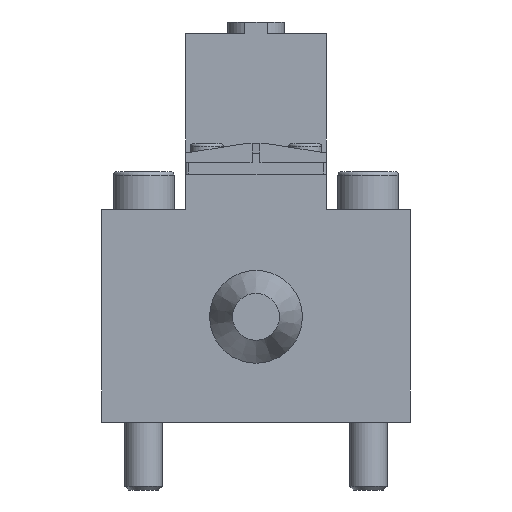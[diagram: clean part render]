
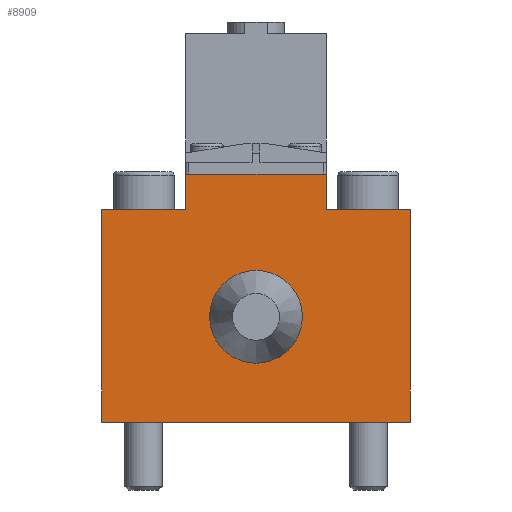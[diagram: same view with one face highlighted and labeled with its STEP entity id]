
A CAD part, left-side view. The second image highlights one B-rep face of the part: STEP entity #8909.
In plain terms, the highlighted planar face has unit normal (-1, 0, 0).
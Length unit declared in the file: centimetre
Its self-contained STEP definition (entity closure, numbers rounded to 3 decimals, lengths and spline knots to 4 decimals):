
#152=LINE('',#13422,#908);
#157=LINE('',#13432,#913);
#165=LINE('',#13464,#921);
#170=LINE('',#13472,#926);
#179=LINE('',#13524,#935);
#182=LINE('',#13530,#938);
#185=LINE('',#13537,#941);
#188=LINE('',#13542,#944);
#908=VECTOR('',#10688,4.55);
#913=VECTOR('',#10695,4.55);
#921=VECTOR('',#10727,1.8);
#926=VECTOR('',#10732,1.8);
#935=VECTOR('',#10793,6.6);
#938=VECTOR('',#10798,0.75);
#941=VECTOR('',#10803,3.);
#944=VECTOR('',#10808,0.75);
#1698=PLANE('',#9555);
#2012=FACE_BOUND('',#2780,.T.);
#2013=FACE_BOUND('',#2781,.T.);
#2780=EDGE_LOOP('',(#6114));
#2781=EDGE_LOOP('',(#6115,#6116,#6117,#6118,#6119,#6120,#6121,#6122));
#3414=CIRCLE('',#9556,0.9914);
#3826=VERTEX_POINT('',#13419);
#3827=VERTEX_POINT('',#13421);
#3830=VERTEX_POINT('',#13429);
#3831=VERTEX_POINT('',#13431);
#3843=VERTEX_POINT('',#13462);
#3846=VERTEX_POINT('',#13471);
#3865=VERTEX_POINT('',#13528);
#3868=VERTEX_POINT('',#13535);
#3870=VERTEX_POINT('',#13545);
#4684=EDGE_CURVE('',#3827,#3826,#152,.T.);
#4689=EDGE_CURVE('',#3830,#3831,#157,.T.);
#4703=EDGE_CURVE('',#3826,#3843,#165,.T.);
#4708=EDGE_CURVE('',#3846,#3831,#170,.T.);
#4730=EDGE_CURVE('',#3830,#3827,#179,.T.);
#4733=EDGE_CURVE('',#3843,#3865,#182,.T.);
#4736=EDGE_CURVE('',#3865,#3868,#185,.T.);
#4739=EDGE_CURVE('',#3868,#3846,#188,.T.);
#4741=EDGE_CURVE('',#3870,#3870,#3414,.T.);
#6114=ORIENTED_EDGE('',*,*,#4741,.T.);
#6115=ORIENTED_EDGE('',*,*,#4733,.T.);
#6116=ORIENTED_EDGE('',*,*,#4736,.T.);
#6117=ORIENTED_EDGE('',*,*,#4739,.T.);
#6118=ORIENTED_EDGE('',*,*,#4708,.T.);
#6119=ORIENTED_EDGE('',*,*,#4689,.F.);
#6120=ORIENTED_EDGE('',*,*,#4730,.T.);
#6121=ORIENTED_EDGE('',*,*,#4684,.T.);
#6122=ORIENTED_EDGE('',*,*,#4703,.T.);
#8909=ADVANCED_FACE('',(#2012,#2013),#1698,.T.);
#9555=AXIS2_PLACEMENT_3D('',#13544,#10810,#10811);
#9556=AXIS2_PLACEMENT_3D('',#13546,#10812,#10813);
#10688=DIRECTION('',(0.,0.,1.));
#10695=DIRECTION('',(0.,0.,1.));
#10727=DIRECTION('',(0.,1.,0.));
#10732=DIRECTION('',(0.,1.,0.));
#10793=DIRECTION('',(0.,-1.,0.));
#10798=DIRECTION('',(0.,0.,1.));
#10803=DIRECTION('',(0.,1.,0.));
#10808=DIRECTION('',(0.,0.,-1.));
#10810=DIRECTION('center_axis',(-1.,0.,0.));
#10811=DIRECTION('ref_axis',(0.,-1.,0.));
#10812=DIRECTION('center_axis',(1.,0.,0.));
#10813=DIRECTION('ref_axis',(0.,0.,-1.));
#13419=CARTESIAN_POINT('',(-8.4,-3.3,2.3));
#13421=CARTESIAN_POINT('',(-8.4,-3.3,-2.25));
#13422=CARTESIAN_POINT('',(-8.4,-3.3,-2.25));
#13429=CARTESIAN_POINT('',(-8.4,3.3,-2.25));
#13431=CARTESIAN_POINT('',(-8.4,3.3,2.3));
#13432=CARTESIAN_POINT('',(-8.4,3.3,0.));
#13462=CARTESIAN_POINT('',(-8.4,-1.5,2.3));
#13464=CARTESIAN_POINT('',(-8.4,-1.65,2.3));
#13471=CARTESIAN_POINT('',(-8.4,1.5,2.3));
#13472=CARTESIAN_POINT('',(-8.4,-1.65,2.3));
#13524=CARTESIAN_POINT('',(-8.4,3.3,-2.25));
#13528=CARTESIAN_POINT('',(-8.4,-1.5,3.05));
#13530=CARTESIAN_POINT('',(-8.4,-1.5,2.25));
#13535=CARTESIAN_POINT('',(-8.4,1.5,3.05));
#13537=CARTESIAN_POINT('',(-8.4,-1.5,3.05));
#13542=CARTESIAN_POINT('',(-8.4,1.5,3.05));
#13544=CARTESIAN_POINT('Origin',(-8.4,0.,0.279));
#13545=CARTESIAN_POINT('',(-8.4,0.,-0.9914));
#13546=CARTESIAN_POINT('Origin',(-8.4,0.,0.));
